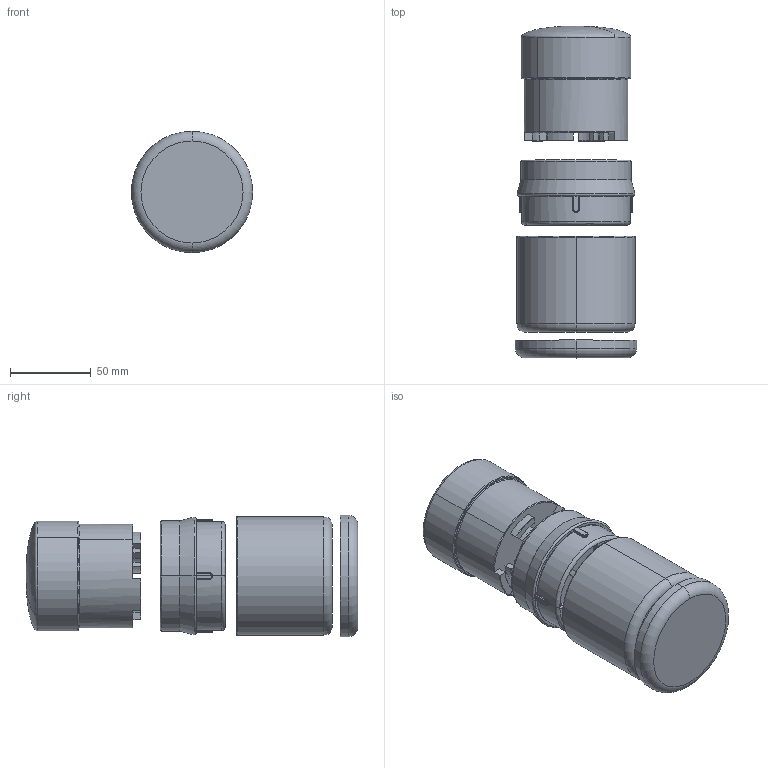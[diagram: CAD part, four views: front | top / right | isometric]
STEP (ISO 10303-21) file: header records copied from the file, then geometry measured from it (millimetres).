
FILE_DESCRIPTION (( 'STEP AP214' ), '1' );
FILE_NAME ('厌铕赅1 族耥铌.STEP', '2017-05-17T09:20:21', ( '理漯彘' ), ( '' ), 'SwSTEP 2.0', 'SolidWorks 2015', '' );
FILE_SCHEMA (( 'AUTOMOTIVE_DESIGN' ));
Length unit declared in the file: millimetre
Products named in the file (9): 栫謥儰縺; 栺魛鳧; 栖闉罻1 逜劖鍧; Êðûøêà ñèëèêîí; 醫贂
Assembly tree (4 placements, depth 2):
  栫謥儰縺
  栺魛鳧
  栖闉罻1 逜劖鍧
    栺魛鳧
    栫謥儰縺
    醫贂
    Êðûøêà ñèëèêîí
  Êðûøêà ñèëèêîí
  醫贂
Bounding box: 75 x 205 x 75 mm (x, y, z)
Volume: 295149.9 mm3; surface area: 95550.7 mm2
Topology: 4 solids, 4 shells, 386 faces, 1050 edges, 660 vertices
Faces by surface type: plane 148, cylinder 122, torus 54, bspline 34, cone 22, sphere 6
Entity records: 14294 total; most frequent: CARTESIAN_POINT 4474, ORIENTED_EDGE 2084, DIRECTION 2008, EDGE_CURVE 1042, AXIS2_PLACEMENT_3D 806, VERTEX_POINT 660, CIRCLE 446, EDGE_LOOP 398
